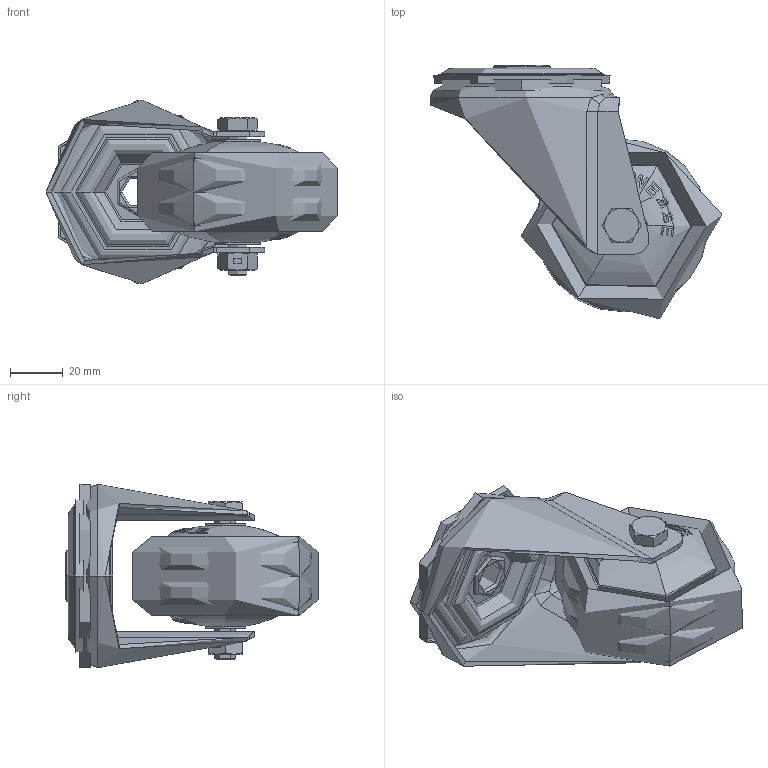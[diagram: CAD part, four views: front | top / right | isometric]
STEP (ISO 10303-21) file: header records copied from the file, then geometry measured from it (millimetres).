
FILE_DESCRIPTION (( 'STEP AP214' ), '1' );
FILE_NAME ('K0055768_L-ILC-TPBK-080-K-1.step', '2023-11-06T09:40:05', ( '' ), ( '' ), 'SwSTEP 2.0', 'SolidWorks 2020', '' );
FILE_SCHEMA (( 'AUTOMOTIVE_DESIGN' ));
Length unit declared in the file: millimetre
Products named in the file (1): K0055768_L-ILC-TPBK-080-K-1
Bounding box: 111.24 x 96.57 x 70 mm (x, y, z)
Volume: 157003.9 mm3; surface area: 97308.9 mm2
Topology: 12 solids, 13 shells, 666 faces, 1541 edges, 944 vertices
Faces by surface type: bspline 258, torus 158, cylinder 85, cone 84, plane 81
Entity records: 40740 total; most frequent: CARTESIAN_POINT 20149, ORIENTED_EDGE 3078, DIRECTION 2056, EDGE_CURVE 1539, VERTEX_POINT 944, AXIS2_PLACEMENT_3D 919, B_SPLINE_CURVE_WITH_KNOTS 801, EDGE_LOOP 739
